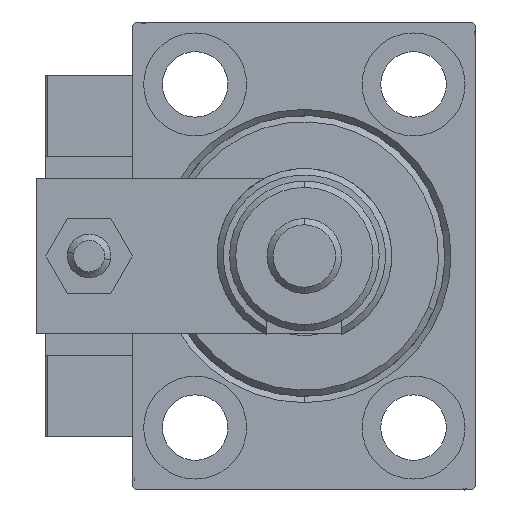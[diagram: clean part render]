
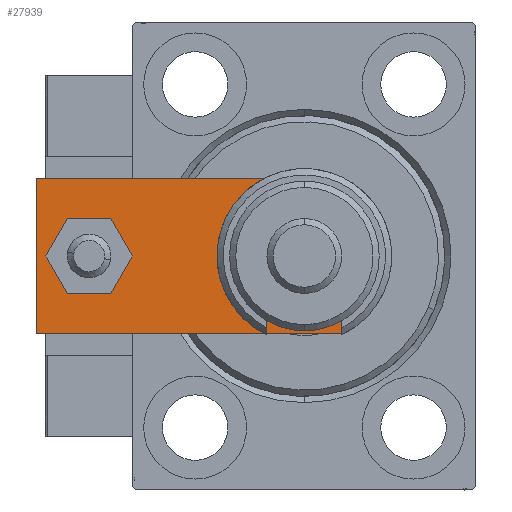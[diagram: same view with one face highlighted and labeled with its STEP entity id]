
A CAD part, left-side view. The second image highlights one B-rep face of the part: STEP entity #27939.
In plain terms, the highlighted face is planar.
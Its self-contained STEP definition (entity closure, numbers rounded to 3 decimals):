
#62 = VECTOR ( 'NONE', #46596, 1000. ) ;
#215 = CARTESIAN_POINT ( 'NONE',  ( -12.5, 5.66, 6. ) ) ;
#696 = EDGE_CURVE ( 'NONE', #24679, #24632, #7863, .T. ) ;
#853 = ORIENTED_EDGE ( 'NONE', *, *, #26245, .T. ) ;
#1744 = LINE ( 'NONE', #47198, #46042 ) ;
#3094 = VECTOR ( 'NONE', #3727, 1000. ) ;
#3727 = DIRECTION ( 'NONE',  ( -1., 0., 0. ) ) ;
#4434 = DIRECTION ( 'NONE',  ( 0., -1., 0. ) ) ;
#5028 = AXIS2_PLACEMENT_3D ( 'NONE', #41612, #34360, #42421 ) ;
#5439 = VECTOR ( 'NONE', #4434, 1000. ) ;
#6212 = CARTESIAN_POINT ( 'NONE',  ( 0., 12., 6. ) ) ;
#6818 = VECTOR ( 'NONE', #47032, 1000. ) ;
#7448 = EDGE_LOOP ( 'NONE', ( #11861, #30079 ) ) ;
#7863 = CIRCLE ( 'NONE', #22448, 4. ) ;
#9283 = EDGE_CURVE ( 'NONE', #40235, #40970, #43671, .T. ) ;
#10001 = ORIENTED_EDGE ( 'NONE', *, *, #17350, .T. ) ;
#10271 = LINE ( 'NONE', #50895, #62 ) ;
#10434 = VERTEX_POINT ( 'NONE', #36621 ) ;
#10763 = VECTOR ( 'NONE', #48780, 1000. ) ;
#10908 = VERTEX_POINT ( 'NONE', #36147 ) ;
#11861 = ORIENTED_EDGE ( 'NONE', *, *, #29811, .F. ) ;
#12668 = CARTESIAN_POINT ( 'NONE',  ( -8.25, 12., 6. ) ) ;
#14022 = CARTESIAN_POINT ( 'NONE',  ( 4., 46.5, 6. ) ) ;
#14365 = VERTEX_POINT ( 'NONE', #215 ) ;
#14527 = EDGE_LOOP ( 'NONE', ( #42969, #20450 ) ) ;
#14748 = EDGE_CURVE ( 'NONE', #10908, #40235, #1744, .T. ) ;
#15828 = CIRCLE ( 'NONE', #45894, 4. ) ;
#16867 = LINE ( 'NONE', #32242, #3094 ) ;
#16941 = DIRECTION ( 'NONE',  ( 1., 0., 0. ) ) ;
#17350 = EDGE_CURVE ( 'NONE', #10434, #14365, #33948, .T. ) ;
#17747 = DIRECTION ( 'NONE',  ( 0., 0., 1. ) ) ;
#17926 = CIRCLE ( 'NONE', #5028, 8.25 ) ;
#18564 = AXIS2_PLACEMENT_3D ( 'NONE', #33908, #20994, #16941 ) ;
#19479 = FACE_BOUND ( 'NONE', #14527, .T. ) ;
#20450 = ORIENTED_EDGE ( 'NONE', *, *, #696, .F. ) ;
#20840 = EDGE_CURVE ( 'NONE', #24632, #24679, #15828, .T. ) ;
#20994 = DIRECTION ( 'NONE',  ( 0., 0., 1. ) ) ;
#22176 = CARTESIAN_POINT ( 'NONE',  ( 12.5, 5.66, 6. ) ) ;
#22336 = DIRECTION ( 'NONE',  ( 1., 0., 0. ) ) ;
#22448 = AXIS2_PLACEMENT_3D ( 'NONE', #48734, #32040, #44682 ) ;
#22627 = VERTEX_POINT ( 'NONE', #52434 ) ;
#22817 = CARTESIAN_POINT ( 'NONE',  ( -3.42, -3.42, 6. ) ) ;
#24503 = EDGE_LOOP ( 'NONE', ( #10001, #50004, #39574, #39283, #30907, #853 ) ) ;
#24632 = VERTEX_POINT ( 'NONE', #38513 ) ;
#24679 = VERTEX_POINT ( 'NONE', #14022 ) ;
#25495 = CIRCLE ( 'NONE', #48716, 8.25 ) ;
#25808 = CARTESIAN_POINT ( 'NONE',  ( 0., 46.5, 6. ) ) ;
#26245 = EDGE_CURVE ( 'NONE', #40970, #10434, #16867, .T. ) ;
#27008 = FACE_BOUND ( 'NONE', #7448, .T. ) ;
#27272 = FACE_OUTER_BOUND ( 'NONE', #24503, .T. ) ;
#27939 = ADVANCED_FACE ( 'NONE', ( #19479, #27272, #27008 ), #36417, .T. ) ;
#29379 = VERTEX_POINT ( 'NONE', #42784 ) ;
#29811 = EDGE_CURVE ( 'NONE', #48247, #29379, #25495, .T. ) ;
#30079 = ORIENTED_EDGE ( 'NONE', *, *, #36889, .F. ) ;
#30346 = LINE ( 'NONE', #22817, #6818 ) ;
#30656 = CARTESIAN_POINT ( 'NONE',  ( 12.5, 55., 6. ) ) ;
#30907 = ORIENTED_EDGE ( 'NONE', *, *, #9283, .T. ) ;
#32040 = DIRECTION ( 'NONE',  ( 0., 0., 1. ) ) ;
#32242 = CARTESIAN_POINT ( 'NONE',  ( 12.5, 55., 6. ) ) ;
#33908 = CARTESIAN_POINT ( 'NONE',  ( 0., 0., 6. ) ) ;
#33948 = LINE ( 'NONE', #41275, #5439 ) ;
#34360 = DIRECTION ( 'NONE',  ( 0., 0., 1. ) ) ;
#34501 = EDGE_CURVE ( 'NONE', #14365, #22627, #30346, .T. ) ;
#36147 = CARTESIAN_POINT ( 'NONE',  ( 6.84, 0., 6. ) ) ;
#36417 = PLANE ( 'NONE',  #18564 ) ;
#36621 = CARTESIAN_POINT ( 'NONE',  ( -12.5, 55., 6. ) ) ;
#36889 = EDGE_CURVE ( 'NONE', #29379, #48247, #17926, .T. ) ;
#38513 = CARTESIAN_POINT ( 'NONE',  ( -4., 46.5, 6. ) ) ;
#39283 = ORIENTED_EDGE ( 'NONE', *, *, #14748, .T. ) ;
#39574 = ORIENTED_EDGE ( 'NONE', *, *, #40515, .T. ) ;
#40235 = VERTEX_POINT ( 'NONE', #22176 ) ;
#40515 = EDGE_CURVE ( 'NONE', #22627, #10908, #10271, .T. ) ;
#40970 = VERTEX_POINT ( 'NONE', #30656 ) ;
#41275 = CARTESIAN_POINT ( 'NONE',  ( -12.5, 55., 6. ) ) ;
#41612 = CARTESIAN_POINT ( 'NONE',  ( 0., 12., 6. ) ) ;
#42421 = DIRECTION ( 'NONE',  ( 1., 0., 0. ) ) ;
#42499 = DIRECTION ( 'NONE',  ( 1., 0., 0. ) ) ;
#42784 = CARTESIAN_POINT ( 'NONE',  ( 8.25, 12., 6. ) ) ;
#42969 = ORIENTED_EDGE ( 'NONE', *, *, #20840, .F. ) ;
#43671 = LINE ( 'NONE', #47727, #10763 ) ;
#44682 = DIRECTION ( 'NONE',  ( 1., 0., 0. ) ) ;
#45894 = AXIS2_PLACEMENT_3D ( 'NONE', #25808, #17747, #42499 ) ;
#46042 = VECTOR ( 'NONE', #46929, 1000. ) ;
#46596 = DIRECTION ( 'NONE',  ( 1., 0., 0. ) ) ;
#46929 = DIRECTION ( 'NONE',  ( 0.707, 0.707, 0. ) ) ;
#47032 = DIRECTION ( 'NONE',  ( 0.707, -0.707, 0. ) ) ;
#47198 = CARTESIAN_POINT ( 'NONE',  ( 3.42, -3.42, 6. ) ) ;
#47727 = CARTESIAN_POINT ( 'NONE',  ( 12.5, 0., 6. ) ) ;
#48247 = VERTEX_POINT ( 'NONE', #12668 ) ;
#48716 = AXIS2_PLACEMENT_3D ( 'NONE', #6212, #51124, #22336 ) ;
#48734 = CARTESIAN_POINT ( 'NONE',  ( 0., 46.5, 6. ) ) ;
#48780 = DIRECTION ( 'NONE',  ( 0., 1., 0. ) ) ;
#50004 = ORIENTED_EDGE ( 'NONE', *, *, #34501, .T. ) ;
#50895 = CARTESIAN_POINT ( 'NONE',  ( -12.5, 0., 6. ) ) ;
#51124 = DIRECTION ( 'NONE',  ( 0., 0., 1. ) ) ;
#52434 = CARTESIAN_POINT ( 'NONE',  ( -6.84, 0., 6. ) ) ;
